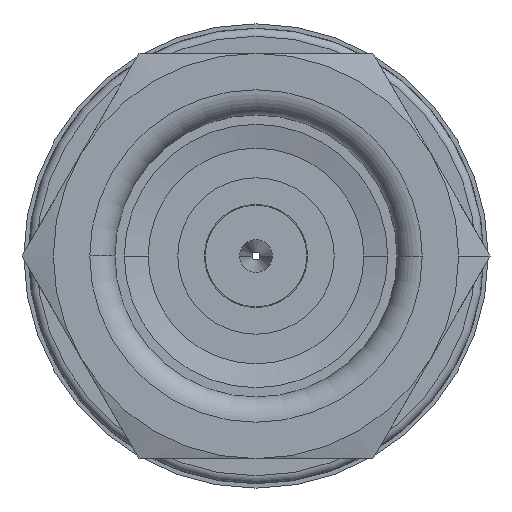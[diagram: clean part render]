
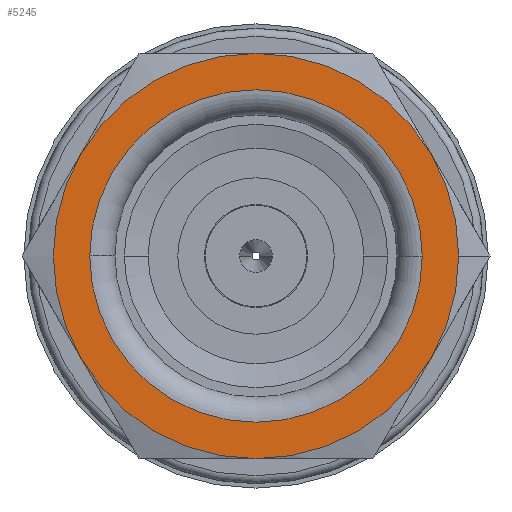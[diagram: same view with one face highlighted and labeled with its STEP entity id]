
A CAD part, left-side view. The second image highlights one B-rep face of the part: STEP entity #5245.
In plain terms, the highlighted planar face has unit normal (-1, 0, 0).
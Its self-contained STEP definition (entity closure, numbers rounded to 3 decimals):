
#4298=CARTESIAN_POINT('',(-3.66,0.,0.));
#4299=DIRECTION('',(-1.,0.,0.));
#4300=DIRECTION('',(0.,1.,0.));
#4301=AXIS2_PLACEMENT_3D('',#4298,#4299,#4300);
#4303=CARTESIAN_POINT('',(-3.66,0.,0.));
#4304=DIRECTION('',(-1.,0.,0.));
#4305=DIRECTION('',(0.,-1.,0.));
#4306=AXIS2_PLACEMENT_3D('',#4303,#4304,#4305);
#4308=CARTESIAN_POINT('',(-3.66,0.,0.));
#4309=DIRECTION('',(1.,0.,0.));
#4310=DIRECTION('',(0.,0.866,0.5));
#4311=AXIS2_PLACEMENT_3D('',#4308,#4309,#4310);
#4313=CARTESIAN_POINT('',(-3.66,0.,0.));
#4314=DIRECTION('',(1.,0.,0.));
#4315=DIRECTION('',(0.,0.,1.));
#4316=AXIS2_PLACEMENT_3D('',#4313,#4314,#4315);
#4318=CARTESIAN_POINT('',(-3.66,0.,0.));
#4319=DIRECTION('',(1.,0.,0.));
#4320=DIRECTION('',(0.,-0.866,0.5));
#4321=AXIS2_PLACEMENT_3D('',#4318,#4319,#4320);
#4323=CARTESIAN_POINT('',(-3.66,0.,0.));
#4324=DIRECTION('',(-1.,0.,0.));
#4325=DIRECTION('',(0.,-0.866,-0.5));
#4326=AXIS2_PLACEMENT_3D('',#4323,#4324,#4325);
#4328=CARTESIAN_POINT('',(-3.66,0.,0.));
#4329=DIRECTION('',(-1.,0.,0.));
#4330=DIRECTION('',(0.,0.,-1.));
#4331=AXIS2_PLACEMENT_3D('',#4328,#4329,#4330);
#4333=CARTESIAN_POINT('',(-3.66,0.,0.));
#4334=DIRECTION('',(-1.,0.,0.));
#4335=DIRECTION('',(0.,0.866,-0.5));
#4336=AXIS2_PLACEMENT_3D('',#4333,#4334,#4335);
#4338=CARTESIAN_POINT('',(-3.66,0.,0.));
#4339=DIRECTION('',(-1.,0.,0.));
#4340=DIRECTION('',(0.,0.866,0.5));
#4341=AXIS2_PLACEMENT_3D('',#4338,#4339,#4340);
#4359=CARTESIAN_POINT('',(-3.66,5.499,3.175));
#4377=CARTESIAN_POINT('',(-3.66,-5.499,3.175));
#4386=CARTESIAN_POINT('',(-3.66,0.,6.35));
#4404=CARTESIAN_POINT('',(-3.66,5.499,-3.175));
#4422=CARTESIAN_POINT('',(-3.66,0.,-6.35));
#4440=CARTESIAN_POINT('',(-3.66,-5.499,-3.175));
#5077=CARTESIAN_POINT('',(-3.66,5.21,0.));
#5078=CARTESIAN_POINT('',(-3.66,-5.21,0.));
#5079=VERTEX_POINT('',#5077);
#5080=VERTEX_POINT('',#5078);
#5102=VERTEX_POINT('',#4386);
#5105=VERTEX_POINT('',#4359);
#5106=VERTEX_POINT('',#4377);
#5109=VERTEX_POINT('',#4404);
#5111=VERTEX_POINT('',#4422);
#5112=VERTEX_POINT('',#4440);
#5113=CARTESIAN_POINT('',(-3.66,-6.35,0.));
#5114=VERTEX_POINT('',#5113);
#5220=CARTESIAN_POINT('',(-3.66,0.,0.));
#5221=DIRECTION('',(1.,0.,0.));
#5222=DIRECTION('',(0.,-1.,0.));
#5223=AXIS2_PLACEMENT_3D('',#5220,#5221,#5222);
#5224=PLANE('',#5223);
#5226=ORIENTED_EDGE('',*,*,#5225,.F.);
#5228=ORIENTED_EDGE('',*,*,#5227,.T.);
#5230=ORIENTED_EDGE('',*,*,#5229,.T.);
#5232=ORIENTED_EDGE('',*,*,#5231,.T.);
#5234=ORIENTED_EDGE('',*,*,#5233,.F.);
#5236=ORIENTED_EDGE('',*,*,#5235,.F.);
#5238=ORIENTED_EDGE('',*,*,#5237,.F.);
#5239=EDGE_LOOP('',(#5226,#5228,#5230,#5232,#5234,#5236,#5238));
#5240=FACE_OUTER_BOUND('',#5239,.F.);
#5241=ORIENTED_EDGE('',*,*,#5200,.T.);
#5242=ORIENTED_EDGE('',*,*,#5214,.T.);
#5243=EDGE_LOOP('',(#5241,#5242));
#5244=FACE_BOUND('',#5243,.F.);
#4302=CIRCLE('',#4301,5.21);
#4307=CIRCLE('',#4306,5.21);
#4312=CIRCLE('',#4311,6.35);
#4317=CIRCLE('',#4316,6.35);
#4322=CIRCLE('',#4321,6.35);
#4327=CIRCLE('',#4326,6.35);
#4332=CIRCLE('',#4331,6.35);
#4337=CIRCLE('',#4336,6.35);
#4342=CIRCLE('',#4341,6.35);
#5200=EDGE_CURVE('',#5079,#5080,#4302,.T.);
#5214=EDGE_CURVE('',#5080,#5079,#4307,.T.);
#5225=EDGE_CURVE('',#5105,#5109,#4342,.T.);
#5227=EDGE_CURVE('',#5105,#5102,#4312,.T.);
#5229=EDGE_CURVE('',#5102,#5106,#4317,.T.);
#5231=EDGE_CURVE('',#5106,#5114,#4322,.T.);
#5233=EDGE_CURVE('',#5112,#5114,#4327,.T.);
#5235=EDGE_CURVE('',#5111,#5112,#4332,.T.);
#5237=EDGE_CURVE('',#5109,#5111,#4337,.T.);
#5245=ADVANCED_FACE('',(#5240,#5244),#5224,.F.);
